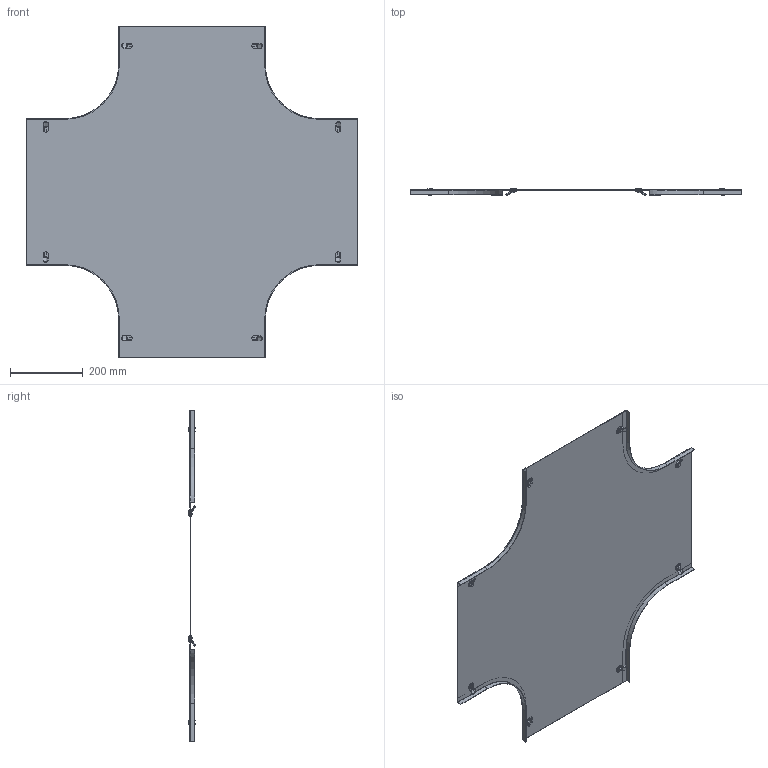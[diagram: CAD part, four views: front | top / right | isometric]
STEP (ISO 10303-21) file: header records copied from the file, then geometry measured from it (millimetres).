
FILE_DESCRIPTION (( 'STEP AP214' ), '1' );
FILE_NAME ('7128673.stp', '2019-06-14T07:31:54', ( '' ), ( '' ), 'SwSTEP 2.0', 'SolidWorks 2018', '' );
FILE_SCHEMA (( 'AUTOMOTIVE_DESIGN' ));
Length unit declared in the file: millimetre
Products named in the file (6): 7128673; KTS 08.044-145_Innenwinkel R=148; KTS 08.080-022_Standard; KTS 08.081-003_Standard; KTS 08.082-005_Standard; KTS 08.047-114_NB=400 FS
Assembly tree (15 placements, depth 3):
  7128673
    KTS 08.047-114_NB=400 FS
    KTS 08.044-145_Innenwinkel R=148  x4
    KTS 08.080-022_Standard  x8
      KTS 08.082-005_Standard
      KTS 08.081-003_Standard
Bounding box: 910 x 16.98 x 910 mm (x, y, z)
Volume: 796982.1 mm3; surface area: 1294039.4 mm2
Topology: 21 solids, 21 shells, 450 faces, 1104 edges, 720 vertices
Faces by surface type: plane 266, cylinder 128, torus 32, bspline 24
Entity records: 3247 total; most frequent: CARTESIAN_POINT 612, DIRECTION 522, ORIENTED_EDGE 480, EDGE_CURVE 240, AXIS2_PLACEMENT_3D 185, VERTEX_POINT 158, VECTOR 152, LINE 152
